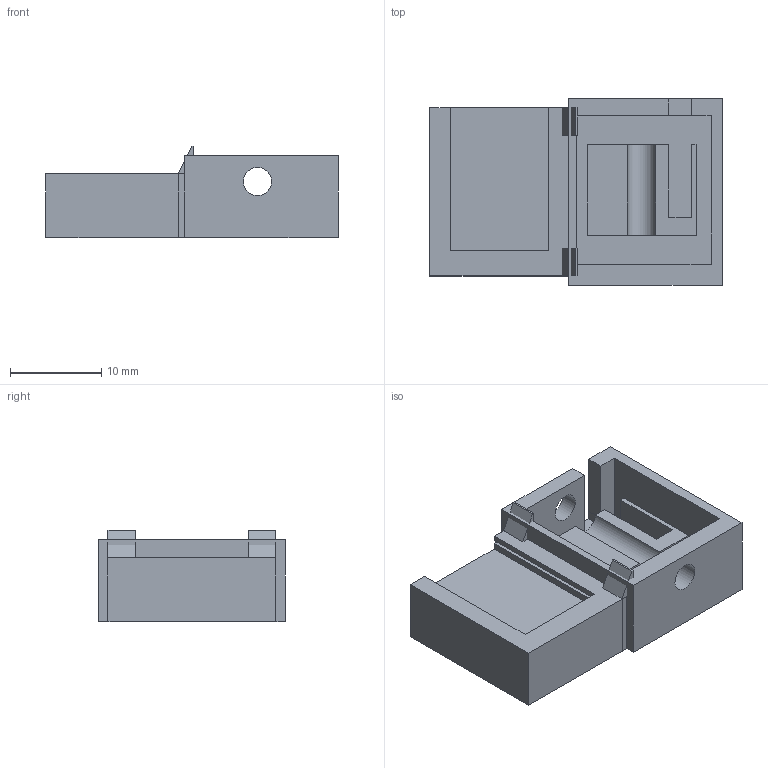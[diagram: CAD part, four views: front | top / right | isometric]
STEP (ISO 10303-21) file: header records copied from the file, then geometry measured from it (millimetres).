
FILE_DESCRIPTION(/* description */ (''),/* implementation_level */ '2;1');
FILE_NAME(/* name */ 'Batt+ve.step',/* time_stamp */ '2025-05-04T21:33:53+01:00',/* author */ (''),/* organization */ (''),/* preprocessor_version */ 'ST-DEVELOPER v20.1',/* originating_system */ 'Autodesk Translation Framework v14.4.0.0',/* authorisation */ '');
FILE_SCHEMA (('AUTOMOTIVE_DESIGN { 1 0 10303 214 3 1 1 }'));
Length unit declared in the file: millimetre
Products named in the file (1): Batt+ve
Bounding box: 32.11 x 20.45 x 10 mm (x, y, z)
Volume: 3302.4 mm3; surface area: 3364.7 mm2
Topology: 4 solids, 4 shells, 70 faces, 185 edges, 123 vertices
Faces by surface type: plane 65, cylinder 5
Full cylindrical faces by diameter (mm): 3.1 x2
Entity records: 2173 total; most frequent: CARTESIAN_POINT 379, ORIENTED_EDGE 370, DIRECTION 337, EDGE_CURVE 185, LINE 175, VECTOR 175, VERTEX_POINT 123, AXIS2_PLACEMENT_3D 81
